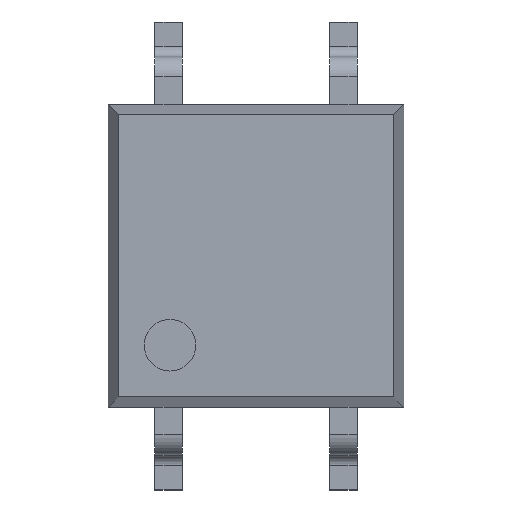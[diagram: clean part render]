
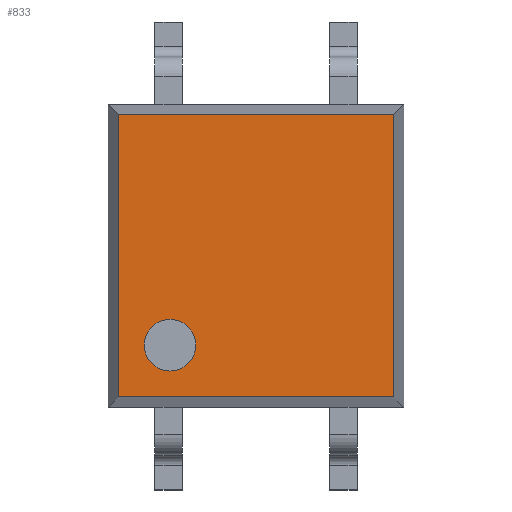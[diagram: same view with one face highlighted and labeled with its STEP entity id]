
A CAD part, top view. The second image highlights one B-rep face of the part: STEP entity #833.
In plain terms, the highlighted planar face has unit normal (0, 0, 1).
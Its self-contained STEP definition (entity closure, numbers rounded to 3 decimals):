
#540 = EDGE_CURVE('',#541,#543,#545,.T.);
#541 = VERTEX_POINT('',#542);
#542 = CARTESIAN_POINT('',(2.,2.05,2.1));
#543 = VERTEX_POINT('',#544);
#544 = CARTESIAN_POINT('',(-2.,2.05,2.1));
#545 = LINE('',#546,#547);
#546 = CARTESIAN_POINT('',(2.15,2.05,2.1));
#547 = VECTOR('',#548,1.);
#548 = DIRECTION('',(-1.,0.,0.));
#833 = ADVANCED_FACE('',(#834,#859),#879,.T.);
#834 = FACE_BOUND('',#835,.T.);
#835 = EDGE_LOOP('',(#836,#844,#845,#853));
#836 = ORIENTED_EDGE('',*,*,#837,.T.);
#837 = EDGE_CURVE('',#838,#541,#840,.T.);
#838 = VERTEX_POINT('',#839);
#839 = CARTESIAN_POINT('',(2.,-2.05,2.1));
#840 = LINE('',#841,#842);
#841 = CARTESIAN_POINT('',(2.,2.2,2.1));
#842 = VECTOR('',#843,1.);
#843 = DIRECTION('',(0.,1.,0.));
#844 = ORIENTED_EDGE('',*,*,#540,.T.);
#845 = ORIENTED_EDGE('',*,*,#846,.T.);
#846 = EDGE_CURVE('',#543,#847,#849,.T.);
#847 = VERTEX_POINT('',#848);
#848 = CARTESIAN_POINT('',(-2.,-2.05,2.1));
#849 = LINE('',#850,#851);
#850 = CARTESIAN_POINT('',(-2.,2.2,2.1));
#851 = VECTOR('',#852,1.);
#852 = DIRECTION('',(0.,-1.,0.));
#853 = ORIENTED_EDGE('',*,*,#854,.T.);
#854 = EDGE_CURVE('',#847,#838,#855,.T.);
#855 = LINE('',#856,#857);
#856 = CARTESIAN_POINT('',(2.15,-2.05,2.1));
#857 = VECTOR('',#858,1.);
#858 = DIRECTION('',(1.,0.,0.));
#859 = FACE_BOUND('',#860,.T.);
#860 = EDGE_LOOP('',(#861,#872));
#861 = ORIENTED_EDGE('',*,*,#862,.T.);
#862 = EDGE_CURVE('',#863,#865,#867,.T.);
#863 = VERTEX_POINT('',#864);
#864 = CARTESIAN_POINT('',(-1.25,-0.925,2.1));
#865 = VERTEX_POINT('',#866);
#866 = CARTESIAN_POINT('',(-1.25,-1.675,2.1));
#867 = CIRCLE('',#868,0.375);
#868 = AXIS2_PLACEMENT_3D('',#869,#870,#871);
#869 = CARTESIAN_POINT('',(-1.25,-1.3,2.1));
#870 = DIRECTION('',(0.,0.,-1.));
#871 = DIRECTION('',(0.,1.,0.));
#872 = ORIENTED_EDGE('',*,*,#873,.T.);
#873 = EDGE_CURVE('',#865,#863,#874,.T.);
#874 = CIRCLE('',#875,0.375);
#875 = AXIS2_PLACEMENT_3D('',#876,#877,#878);
#876 = CARTESIAN_POINT('',(-1.25,-1.3,2.1));
#877 = DIRECTION('',(0.,0.,-1.));
#878 = DIRECTION('',(0.,1.,0.));
#879 = PLANE('',#880);
#880 = AXIS2_PLACEMENT_3D('',#881,#882,#883);
#881 = CARTESIAN_POINT('',(0.,0.,2.1)
  );
#882 = DIRECTION('',(0.,0.,1.));
#883 = DIRECTION('',(0.,1.,0.));
